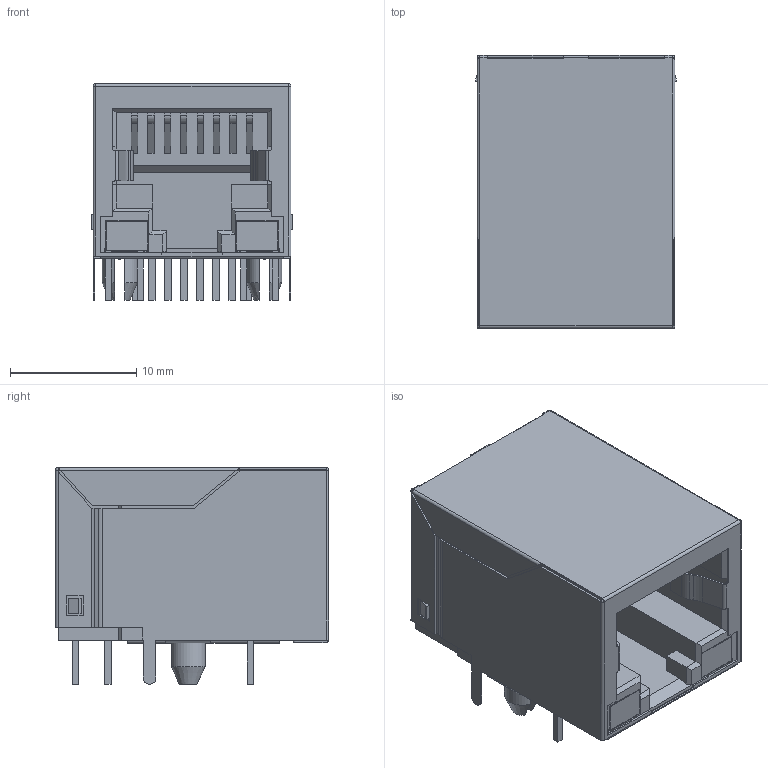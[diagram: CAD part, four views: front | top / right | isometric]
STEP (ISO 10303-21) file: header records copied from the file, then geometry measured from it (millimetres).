
FILE_DESCRIPTION(/* description */ (''),/* implementation_level */ '2;1');
FILE_NAME(/* name */ 'J1.step',/* time_stamp */ '2023-09-09T16:19:44+08:00',/* author */ (''),/* organization */ (''),/* preprocessor_version */ 'ST-DEVELOPER v20',/* originating_system */ 'Autodesk Translation Framework v12.9.0.99',/* authorisation */ '');
FILE_SCHEMA (('AUTOMOTIVE_DESIGN { 1 0 10303 214 3 1 1 }'));
Length unit declared in the file: millimetre
Products named in the file (3): J1; RJ45-TH_HR911105A; COMPOUND (1)
Assembly tree (2 placements, depth 3):
  J1
    RJ45-TH_HR911105A
      COMPOUND (1)
Bounding box: 15.87 x 21.6 x 17.14 mm (x, y, z)
Volume: 3251.4 mm3; surface area: 5338 mm2
Topology: 2 solids, 2 shells, 621 faces, 1706 edges, 1118 vertices
Faces by surface type: plane 499, cylinder 85, bspline 29, cone 4, sphere 4
Full cylindrical faces by diameter (mm): 0.281 x1
Entity records: 20560 total; most frequent: CARTESIAN_POINT 4183, ORIENTED_EDGE 3412, DIRECTION 3018, EDGE_CURVE 1706, LINE 1454, VECTOR 1454, VERTEX_POINT 1118, AXIS2_PLACEMENT_3D 782
